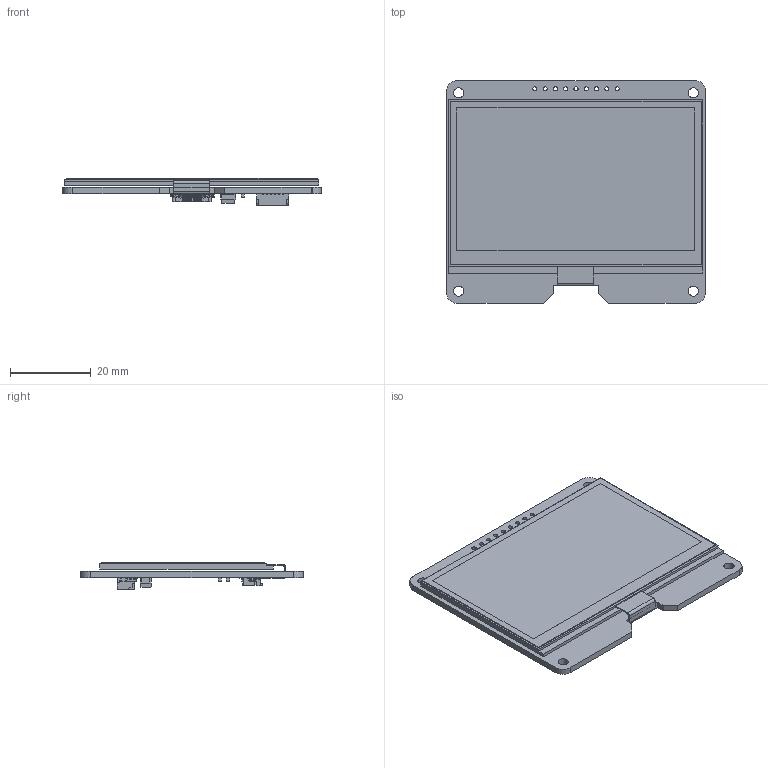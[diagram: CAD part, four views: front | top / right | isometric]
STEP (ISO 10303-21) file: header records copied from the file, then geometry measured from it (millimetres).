
FILE_DESCRIPTION(/* description */ (''),/* implementation_level */ '2;1');
FILE_NAME(/* name */ 'LaskaKit_27_Memory_Diplay_v1_2 v1.step',/* time_stamp */ '2024-01-18T20:28:20+01:00',/* author */ (''),/* organization */ (''),/* preprocessor_version */ 'ST-DEVELOPER v20',/* originating_system */ 'Autodesk Translation Framework v12.14.0.127',/* authorisation */ '');
FILE_SCHEMA (('AUTOMOTIVE_DESIGN { 1 0 10303 214 3 1 1 }'));
Length unit declared in the file: millimetre
Products named in the file (15): LaskaKit_27_Memory_Diplay_v1_2; Board; Packages; LASKKIT_20MM_SILKSCREEN; SPI_4MM_SILKSCREEN; USUP_4MM_SILKSCREEN; 1X06_1MM_RA; DISPLAY_SHARP_2.7IN; Glass; Active area; Flat cable; 528921033 v1; XC9140A501MR-G_0; C0603; L3225M
Assembly tree (18 placements, depth 4):
  LaskaKit_27_Memory_Diplay_v1_2
    Board
    Packages
      LASKKIT_20MM_SILKSCREEN  x2
      SPI_4MM_SILKSCREEN
      USUP_4MM_SILKSCREEN
      1X06_1MM_RA
      DISPLAY_SHARP_2.7IN
        Glass
        Active area
        Flat cable
        528921033 v1
      XC9140A501MR-G_0
      C0603  x4
      L3225M
Bounding box: 64 x 55 x 6.7 mm (x, y, z)
Volume: 9883.1 mm3; surface area: 18058.4 mm2
Topology: 12 solids, 12 shells, 947 faces, 2663 edges, 1758 vertices
Faces by surface type: plane 804, cylinder 143
Full cylindrical faces by diameter (mm): 0.25 x4, 0.3 x1, 0.4 x1, 0.5 x2, 1.016 x9, 2.5 x4
Entity records: 29849 total; most frequent: CARTESIAN_POINT 5270, ORIENTED_EDGE 5110, DIRECTION 4727, EDGE_CURVE 2555, LINE 2241, VECTOR 2241, VERTEX_POINT 1686, AXIS2_PLACEMENT_3D 1243
